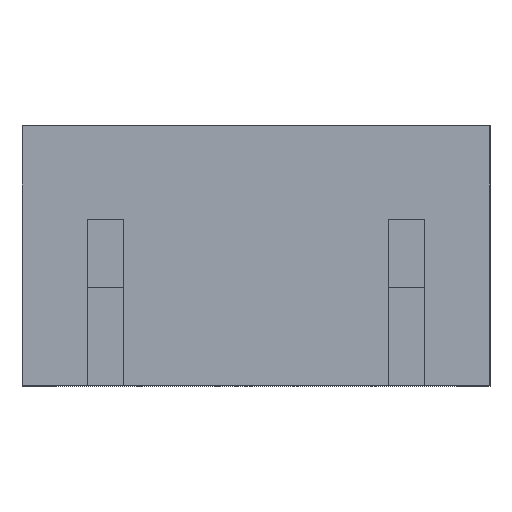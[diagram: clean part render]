
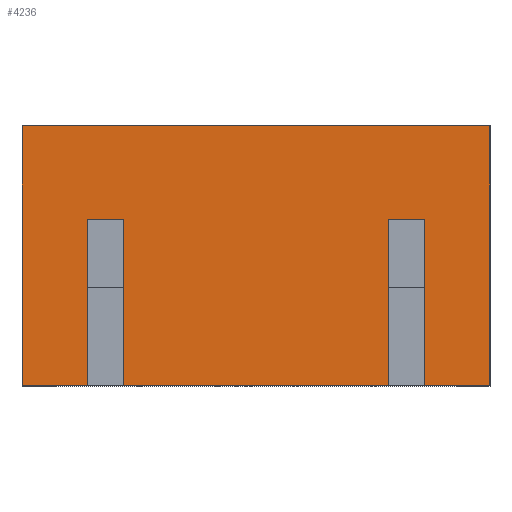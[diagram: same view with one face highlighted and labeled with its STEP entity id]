
A CAD part, top view. The second image highlights one B-rep face of the part: STEP entity #4236.
In plain terms, the highlighted planar face has unit normal (0, 0, 1).
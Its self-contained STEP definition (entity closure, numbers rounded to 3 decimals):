
#25 = LINE ( 'NONE', #4234, #2870 ) ;
#59 = ORIENTED_EDGE ( 'NONE', *, *, #2985, .T. ) ;
#61 = LINE ( 'NONE', #2442, #757 ) ;
#126 = VERTEX_POINT ( 'NONE', #3896 ) ;
#131 = VERTEX_POINT ( 'NONE', #3571 ) ;
#154 = VERTEX_POINT ( 'NONE', #2913 ) ;
#264 = ORIENTED_EDGE ( 'NONE', *, *, #2020, .T. ) ;
#330 = VECTOR ( 'NONE', #517, 1000. ) ;
#379 = EDGE_CURVE ( 'NONE', #3856, #781, #3882, .T. ) ;
#385 = DIRECTION ( 'NONE',  ( 0., 1., 0. ) ) ;
#394 = DIRECTION ( 'NONE',  ( -1., 0., 0. ) ) ;
#456 = VECTOR ( 'NONE', #511, 1000. ) ;
#463 = EDGE_CURVE ( 'NONE', #844, #131, #2050, .T. ) ;
#469 = EDGE_CURVE ( 'NONE', #2960, #1800, #25, .T. ) ;
#494 = VECTOR ( 'NONE', #4097, 1000. ) ;
#511 = DIRECTION ( 'NONE',  ( -1., 0., 0. ) ) ;
#517 = DIRECTION ( 'NONE',  ( 0., 1., 0. ) ) ;
#584 = VERTEX_POINT ( 'NONE', #2836 ) ;
#650 = ORIENTED_EDGE ( 'NONE', *, *, #379, .T. ) ;
#667 = DIRECTION ( 'NONE',  ( 0., -1., 0. ) ) ;
#739 = CARTESIAN_POINT ( 'NONE',  ( -4.5, 5., 0. ) ) ;
#742 = EDGE_CURVE ( 'NONE', #126, #154, #4323, .T. ) ;
#757 = VECTOR ( 'NONE', #385, 1000. ) ;
#777 = CARTESIAN_POINT ( 'NONE',  ( 4.5, 0., 0. ) ) ;
#781 = VERTEX_POINT ( 'NONE', #4412 ) ;
#834 = EDGE_CURVE ( 'NONE', #781, #1800, #2368, .T. ) ;
#837 = VECTOR ( 'NONE', #2348, 1000. ) ;
#844 = VERTEX_POINT ( 'NONE', #3682 ) ;
#875 = CARTESIAN_POINT ( 'NONE',  ( 6., 3.2, 0. ) ) ;
#887 = CARTESIAN_POINT ( 'NONE',  ( 4.5, 2.5, 0. ) ) ;
#890 = PLANE ( 'NONE',  #4002 ) ;
#962 = CARTESIAN_POINT ( 'NONE',  ( -6., 0., 0. ) ) ;
#974 = CARTESIAN_POINT ( 'NONE',  ( 3.25, 0., 0. ) ) ;
#1066 = EDGE_LOOP ( 'NONE', ( #1499, #1939, #2965, #1322, #3255, #3631, #2302, #264, #59, #1326, #3317, #650 ) ) ;
#1231 = CARTESIAN_POINT ( 'NONE',  ( -16.5, 0., 0. ) ) ;
#1306 = DIRECTION ( 'NONE',  ( -1., 0., 0. ) ) ;
#1320 = DIRECTION ( 'NONE',  ( -1., 0., 0. ) ) ;
#1322 = ORIENTED_EDGE ( 'NONE', *, *, #463, .F. ) ;
#1326 = ORIENTED_EDGE ( 'NONE', *, *, #3720, .T. ) ;
#1400 = VECTOR ( 'NONE', #667, 1000. ) ;
#1475 = LINE ( 'NONE', #3813, #2375 ) ;
#1499 = ORIENTED_EDGE ( 'NONE', *, *, #834, .T. ) ;
#1545 = EDGE_CURVE ( 'NONE', #3495, #3856, #3004, .T. ) ;
#1617 = EDGE_CURVE ( 'NONE', #154, #4183, #61, .T. ) ;
#1800 = VERTEX_POINT ( 'NONE', #739 ) ;
#1887 = LINE ( 'NONE', #3729, #837 ) ;
#1912 = DIRECTION ( 'NONE',  ( 1., 0., 0. ) ) ;
#1939 = ORIENTED_EDGE ( 'NONE', *, *, #469, .F. ) ;
#2020 = EDGE_CURVE ( 'NONE', #126, #4358, #4081, .T. ) ;
#2050 = LINE ( 'NONE', #2880, #4430 ) ;
#2213 = DIRECTION ( 'NONE',  ( 0., 1., 0. ) ) ;
#2302 = ORIENTED_EDGE ( 'NONE', *, *, #742, .F. ) ;
#2348 = DIRECTION ( 'NONE',  ( 1., 0., 0. ) ) ;
#2368 = LINE ( 'NONE', #3038, #3340 ) ;
#2375 = VECTOR ( 'NONE', #394, 1000. ) ;
#2390 = CARTESIAN_POINT ( 'NONE',  ( -6., 0., 0. ) ) ;
#2442 = CARTESIAN_POINT ( 'NONE',  ( -2.55, 2.5, 0. ) ) ;
#2543 = DIRECTION ( 'NONE',  ( 0., -1., 0. ) ) ;
#2695 = VECTOR ( 'NONE', #1306, 1000. ) ;
#2836 = CARTESIAN_POINT ( 'NONE',  ( 3.25, 3.2, 0. ) ) ;
#2870 = VECTOR ( 'NONE', #2213, 1000. ) ;
#2872 = EDGE_CURVE ( 'NONE', #131, #2960, #1475, .T. ) ;
#2880 = CARTESIAN_POINT ( 'NONE',  ( -3.25, 2.5, 0. ) ) ;
#2913 = CARTESIAN_POINT ( 'NONE',  ( -2.55, 0., 0. ) ) ;
#2960 = VERTEX_POINT ( 'NONE', #3391 ) ;
#2965 = ORIENTED_EDGE ( 'NONE', *, *, #2872, .F. ) ;
#2973 = VECTOR ( 'NONE', #3616, 1000. ) ;
#2985 = EDGE_CURVE ( 'NONE', #4358, #584, #1887, .T. ) ;
#3004 = LINE ( 'NONE', #2390, #494 ) ;
#3012 = CARTESIAN_POINT ( 'NONE',  ( 2.55, 3.2, 0. ) ) ;
#3038 = CARTESIAN_POINT ( 'NONE',  ( -6., 5., 0. ) ) ;
#3052 = CARTESIAN_POINT ( 'NONE',  ( 3.25, 2.5, 0. ) ) ;
#3168 = FACE_OUTER_BOUND ( 'NONE', #1066, .T. ) ;
#3255 = ORIENTED_EDGE ( 'NONE', *, *, #3437, .F. ) ;
#3317 = ORIENTED_EDGE ( 'NONE', *, *, #1545, .T. ) ;
#3340 = VECTOR ( 'NONE', #1320, 1000. ) ;
#3391 = CARTESIAN_POINT ( 'NONE',  ( -4.5, 0., 0. ) ) ;
#3437 = EDGE_CURVE ( 'NONE', #4183, #844, #3455, .T. ) ;
#3455 = LINE ( 'NONE', #875, #456 ) ;
#3495 = VERTEX_POINT ( 'NONE', #974 ) ;
#3571 = CARTESIAN_POINT ( 'NONE',  ( -3.25, 0., 0. ) ) ;
#3604 = CARTESIAN_POINT ( 'NONE',  ( 2.55, 2.5, 0. ) ) ;
#3616 = DIRECTION ( 'NONE',  ( 0., 1., 0. ) ) ;
#3631 = ORIENTED_EDGE ( 'NONE', *, *, #1617, .F. ) ;
#3655 = CARTESIAN_POINT ( 'NONE',  ( -2.55, 3.2, 0. ) ) ;
#3682 = CARTESIAN_POINT ( 'NONE',  ( -3.25, 3.2, 0. ) ) ;
#3720 = EDGE_CURVE ( 'NONE', #584, #3495, #4203, .T. ) ;
#3729 = CARTESIAN_POINT ( 'NONE',  ( -6., 3.2, 0. ) ) ;
#3813 = CARTESIAN_POINT ( 'NONE',  ( 6., 0., 0. ) ) ;
#3856 = VERTEX_POINT ( 'NONE', #777 ) ;
#3882 = LINE ( 'NONE', #887, #2973 ) ;
#3896 = CARTESIAN_POINT ( 'NONE',  ( 2.55, 0., 0. ) ) ;
#3998 = DIRECTION ( 'NONE',  ( 0., 0., -1. ) ) ;
#4002 = AXIS2_PLACEMENT_3D ( 'NONE', #1231, #3998, #1912 ) ;
#4081 = LINE ( 'NONE', #3604, #330 ) ;
#4097 = DIRECTION ( 'NONE',  ( 1., 0., 0. ) ) ;
#4183 = VERTEX_POINT ( 'NONE', #3655 ) ;
#4203 = LINE ( 'NONE', #3052, #1400 ) ;
#4234 = CARTESIAN_POINT ( 'NONE',  ( -4.5, 2.5, 0. ) ) ;
#4236 = ADVANCED_FACE ( 'NONE', ( #3168 ), #890, .F. ) ;
#4323 = LINE ( 'NONE', #962, #2695 ) ;
#4358 = VERTEX_POINT ( 'NONE', #3012 ) ;
#4412 = CARTESIAN_POINT ( 'NONE',  ( 4.5, 5., 0. ) ) ;
#4430 = VECTOR ( 'NONE', #2543, 1000. ) ;
